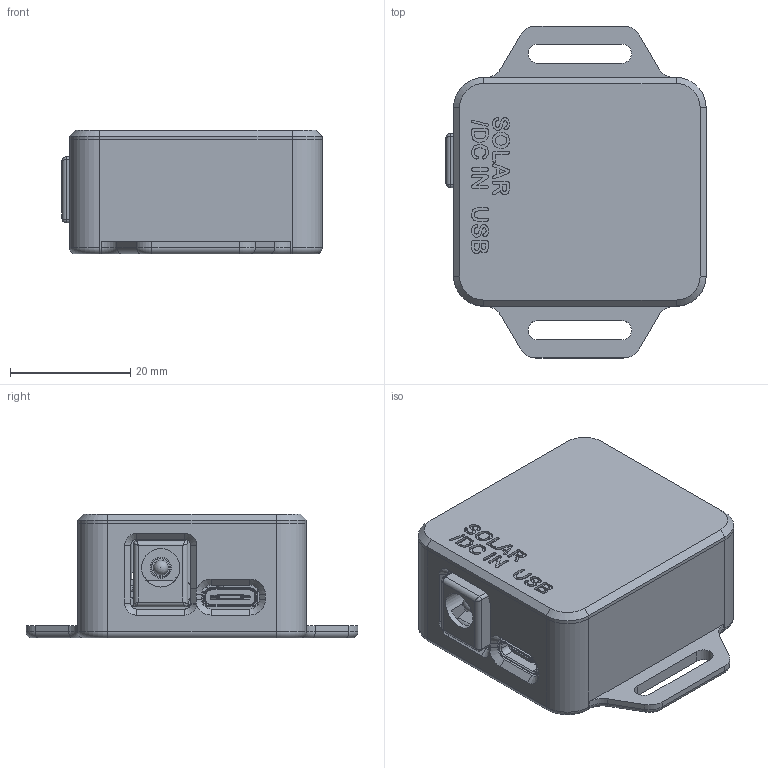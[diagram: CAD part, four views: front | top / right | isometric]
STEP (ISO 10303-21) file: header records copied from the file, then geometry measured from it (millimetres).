
FILE_DESCRIPTION(/* description */ ('','CAx-IF Rec.Pracs.---Representation and Presentation of Product Manufacturing Information (PMI)---4.0---2014-10-13'),/* implementation_level */ '2;1');
FILE_NAME(/* name */ 'SLA Case USB Solar Charger v14.step',/* time_stamp */ '2025-01-22T16:41:08-05:00',/* author */ (''),/* organization */ (''),/* preprocessor_version */ 'ST-DEVELOPER v20',/* originating_system */ 'Autodesk Translation Framework v13.20.0.188',/* authorisation */ '');
FILE_SCHEMA (('AP242_MANAGED_MODEL_BASED_3D_ENGINEERING_MIM_LF { 1 0 10303 442 1 1 4 }'));
Products named in the file (14): SLA Case USB Solar Charger; Adafruit BQ24074 USB Solar Charger; PCB Component; Board; JST 2PH; 10uF; SK34A; GREEN; 10K; USB Type C; 2.1mm DC; BQ24074; Bottom; Top Cover
Assembly tree (32 placements, depth 4):
  SLA Case USB Solar Charger
    Adafruit BQ24074 USB Solar Charger
      PCB Component
        Board
        JST 2PH  x2
        10uF  x7
        SK34A  x2
        GREEN  x2
        10K  x11
        USB Type C
        2.1mm DC
        BQ24074
    Bottom
    Top Cover
Bounding box: 43.28 x 55.2 x 20.6 mm (x, y, z)
Volume: 13707.7 mm3; surface area: 19838.8 mm2
Topology: 67 solids, 67 shells, 2398 faces, 6345 edges, 4143 vertices
Faces by surface type: plane 1482, bspline 498, cylinder 363, torus 25, cone 23, sphere 7
Full cylindrical faces by diameter (mm): 0.394 x4, 0.5 x38, 0.65 x2, 1 x15, 1.4 x1, 1.45 x1, 1.5 x1, 1.55 x1, 1.6 x2, 1.8 x1, 2 x1, 2.1 x3, 2.2 x3, 2.5 x6, 2.6 x1, 3.05 x1, 3.1 x1, 3.2 x1, 3.5 x1, 3.8 x4, 6.4 x1
Entity records: 68433 total; most frequent: CARTESIAN_POINT 21722, ORIENTED_EDGE 10252, DIRECTION 7910, EDGE_CURVE 5126, LINE 3392, VECTOR 3392, VERTEX_POINT 3345, AXIS2_PLACEMENT_3D 2259
